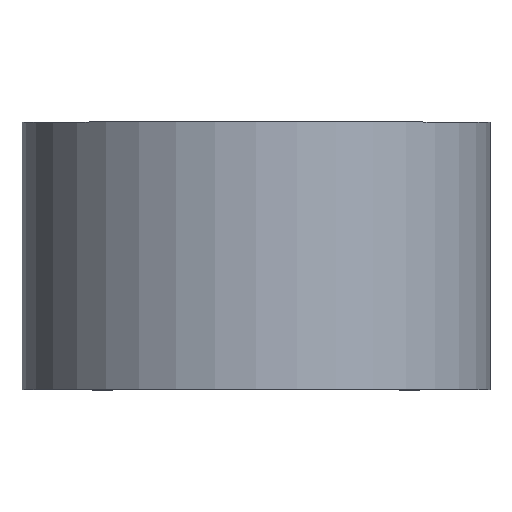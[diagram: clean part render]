
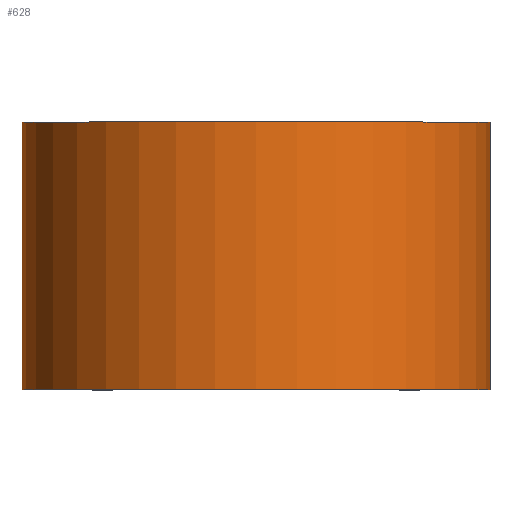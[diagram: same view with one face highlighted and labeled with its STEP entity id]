
A CAD part, top view. The second image highlights one B-rep face of the part: STEP entity #628.
In plain terms, the highlighted cylindrical face has radius 35 mm (diameter 70 mm), a partial arc.
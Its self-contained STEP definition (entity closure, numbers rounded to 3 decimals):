
#10=CARTESIAN_POINT('',(0.,0.,0.));
#11=DIRECTION('',(0.,1.,0.));
#12=DIRECTION('',(-0.643,0.,-0.766));
#13=AXIS2_PLACEMENT_3D('',#10,#11,#12);
#147=CARTESIAN_POINT('',(0.,40.,0.));
#148=DIRECTION('',(0.,1.,0.));
#149=DIRECTION('',(-0.643,0.,-0.766));
#150=AXIS2_PLACEMENT_3D('',#147,#148,#149);
#203=DIRECTION('',(0.,1.,0.));
#204=VECTOR('',#203,40.);
#205=CARTESIAN_POINT('',(22.5,0.,-26.81));
#206=LINE('',#205,#204);
#237=DIRECTION('',(0.,1.,0.));
#238=VECTOR('',#237,40.);
#239=CARTESIAN_POINT('',(-22.5,0.,-26.81));
#240=LINE('',#239,#238);
#277=CARTESIAN_POINT('',(-22.5,0.,-26.81));
#278=CARTESIAN_POINT('',(22.5,0.,-26.81));
#279=VERTEX_POINT('',#277);
#280=VERTEX_POINT('',#278);
#285=CARTESIAN_POINT('',(-22.5,40.,-26.81));
#286=CARTESIAN_POINT('',(22.5,40.,-26.81));
#287=VERTEX_POINT('',#285);
#288=VERTEX_POINT('',#286);
#617=CARTESIAN_POINT('',(0.,0.,0.));
#618=DIRECTION('',(0.,1.,0.));
#619=DIRECTION('',(1.,0.,0.));
#620=AXIS2_PLACEMENT_3D('',#617,#618,#619);
#621=CYLINDRICAL_SURFACE('',#620,35.);
#622=ORIENTED_EDGE('',*,*,#364,.F.);
#623=ORIENTED_EDGE('',*,*,#478,.T.);
#624=ORIENTED_EDGE('',*,*,#526,.T.);
#625=ORIENTED_EDGE('',*,*,#594,.F.);
#626=EDGE_LOOP('',(#622,#623,#624,#625));
#627=FACE_OUTER_BOUND('',#626,.F.);
#628=ADVANCED_FACE('',(#627),#621,.T.);
#14=CIRCLE('',#13,35.);
#151=CIRCLE('',#150,35.);
#364=EDGE_CURVE('',#279,#280,#14,.T.);
#478=EDGE_CURVE('',#279,#287,#240,.T.);
#526=EDGE_CURVE('',#287,#288,#151,.T.);
#594=EDGE_CURVE('',#280,#288,#206,.T.);
